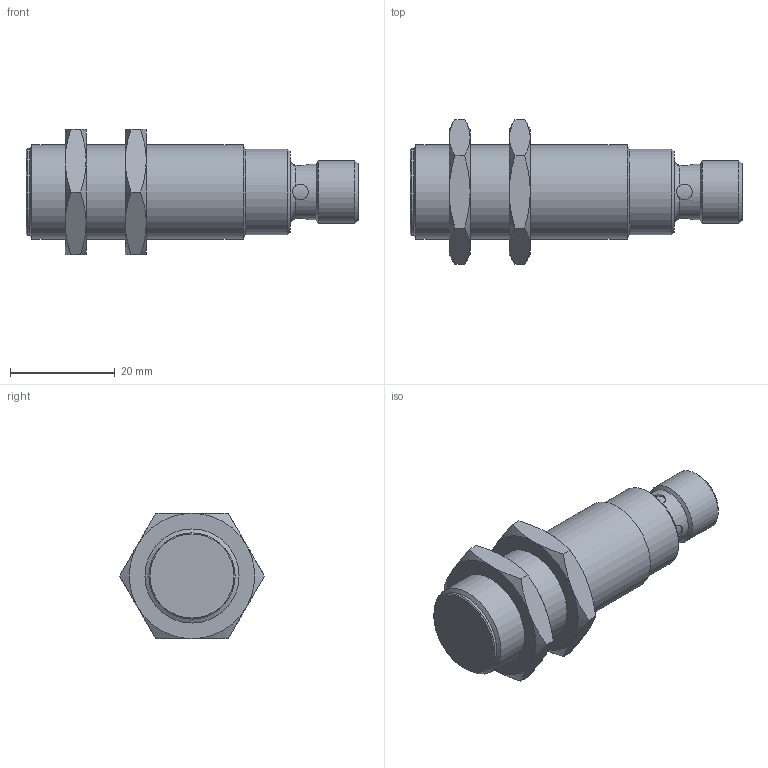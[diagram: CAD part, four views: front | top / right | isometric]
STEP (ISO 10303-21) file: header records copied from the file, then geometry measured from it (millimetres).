
FILE_DESCRIPTION(/* description */ ('STEP AP242','CAx-IF Rec.Pracs.---Representation and Presentation of Product Manufacturing Information (PMI)---4.0---2014-10-13','CAx-IF Rec.Pracs.---3D Tessellated Geometry---0.4---2014-09-14','2;1'),/* implementation_level */ '2;1');
FILE_NAME(/* name */ 'DW-AS-703-M18-693',/* time_stamp */ '2025-12-14T11:53:00+01:00',/* author */ ('License CC BY-ND 4.0'),/* organization */ ('CADENAS'),/* preprocessor_version */ 'ST-DEVELOPER v20',/* originating_system */ 'PARTsolutions',/* authorisation */ ' ');
FILE_SCHEMA (('AP242_MANAGED_MODEL_BASED_3D_ENGINEERING_MIM_LF { 1 0 10303 442 1 1 4 }'));
Length unit declared in the file: millimetre
Products named in the file (1): DW-AS-703-M18-693
Bounding box: 63.5 x 27.71 x 24 mm (x, y, z)
Volume: 15176 mm3; surface area: 5188.3 mm2
Topology: 1 solids, 1 shells, 102 faces, 244 edges, 150 vertices
Faces by surface type: plane 40, cone 32, cylinder 24, sphere 5, torus 1
Full cylindrical faces by diameter (mm): 1 x4, 2.4 x1, 3 x4, 8.5 x1, 10.55 x1, 12 x1, 16.2 x1, 16.4 x1, 16.5 x1, 18 x3
Entity records: 3459 total; most frequent: CARTESIAN_POINT 684, DIRECTION 409, ORIENTED_EDGE 388, EDGE_CURVE 194, AXIS2_PLACEMENT_3D 173, FACE_BOUND 141, EDGE_LOOP 140, VERTEX_POINT 133
